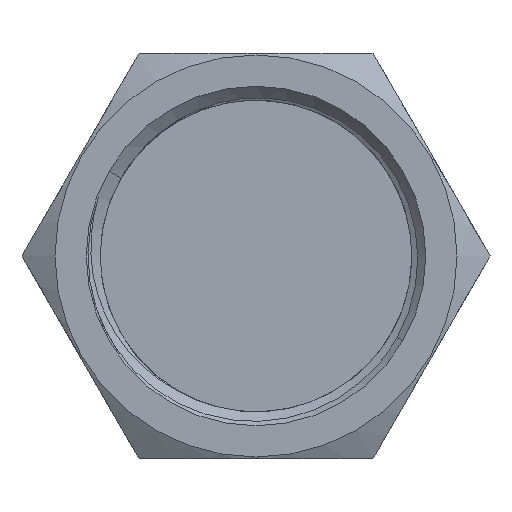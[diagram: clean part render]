
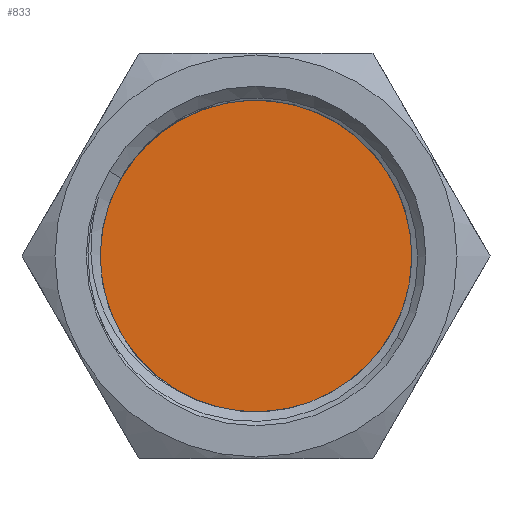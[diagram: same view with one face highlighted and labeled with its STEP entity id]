
A CAD part, left-side view. The second image highlights one B-rep face of the part: STEP entity #833.
In plain terms, the highlighted face is planar.
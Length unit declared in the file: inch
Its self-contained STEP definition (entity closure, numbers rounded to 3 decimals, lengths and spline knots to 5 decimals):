
#16 = EDGE_CURVE ( 'NONE', #2235, #3845, #629, .T. ) ;
#170 = AXIS2_PLACEMENT_3D ( 'NONE', #3708, #575, #3310 ) ;
#382 = FACE_OUTER_BOUND ( 'NONE', #3855, .T. ) ;
#413 = ORIENTED_EDGE ( 'NONE', *, *, #16, .F. ) ;
#575 = DIRECTION ( 'NONE',  ( 0., 1., 0. ) ) ;
#629 = CIRCLE ( 'NONE', #3505, 0.48125 ) ;
#735 = DIRECTION ( 'NONE',  ( 0., 1., 0. ) ) ;
#802 = CIRCLE ( 'NONE', #4208, 0.48125 ) ;
#833 = ADVANCED_FACE ( 'NONE', ( #382 ), #4434, .F. ) ;
#836 = DIRECTION ( 'NONE',  ( 0., 0., 1. ) ) ;
#1212 = ORIENTED_EDGE ( 'NONE', *, *, #1275, .F. ) ;
#1275 = EDGE_CURVE ( 'NONE', #3845, #2235, #802, .T. ) ;
#2107 = CARTESIAN_POINT ( 'NONE',  ( 0., -0.047, -0.48125 ) ) ;
#2235 = VERTEX_POINT ( 'NONE', #4243 ) ;
#3057 = CARTESIAN_POINT ( 'NONE',  ( 0., -0.047, 0. ) ) ;
#3072 = DIRECTION ( 'NONE',  ( 0., 0., 1. ) ) ;
#3235 = CARTESIAN_POINT ( 'NONE',  ( 0., -0.047, 0. ) ) ;
#3310 = DIRECTION ( 'NONE',  ( 0., 0., 1. ) ) ;
#3505 = AXIS2_PLACEMENT_3D ( 'NONE', #3235, #3921, #836 ) ;
#3708 = CARTESIAN_POINT ( 'NONE',  ( 0., -0.047, 0. ) ) ;
#3845 = VERTEX_POINT ( 'NONE', #2107 ) ;
#3855 = EDGE_LOOP ( 'NONE', ( #1212, #413 ) ) ;
#3921 = DIRECTION ( 'NONE',  ( 0., 1., 0. ) ) ;
#4208 = AXIS2_PLACEMENT_3D ( 'NONE', #3057, #735, #3072 ) ;
#4243 = CARTESIAN_POINT ( 'NONE',  ( 0., -0.047, 0.48125 ) ) ;
#4434 = PLANE ( 'NONE',  #170 ) ;
